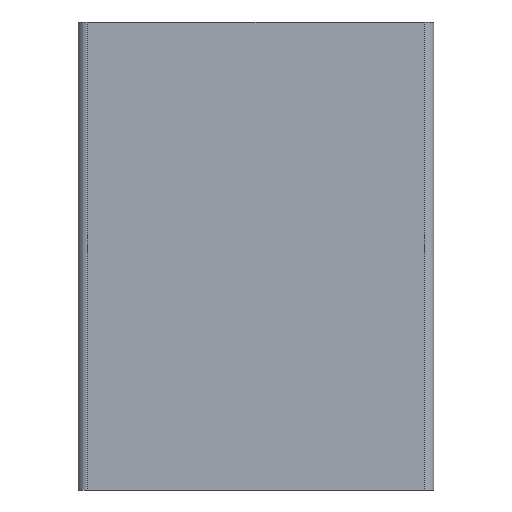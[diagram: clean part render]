
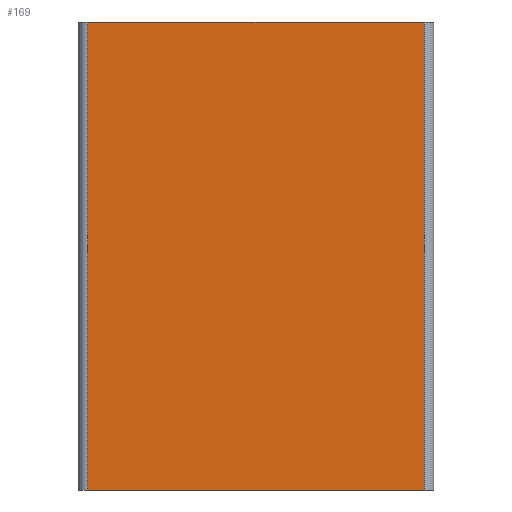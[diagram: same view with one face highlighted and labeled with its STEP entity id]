
A CAD part, front view. The second image highlights one B-rep face of the part: STEP entity #169.
In plain terms, the highlighted planar face has unit normal (0, -1, 0).
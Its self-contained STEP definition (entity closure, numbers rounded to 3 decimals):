
#90 = LINE ( 'NONE', #347, #1571 ) ;
#118 = CARTESIAN_POINT ( 'NONE',  ( -36., 0., -100. ) ) ;
#169 = ADVANCED_FACE ( 'NONE', ( #570 ), #1704, .T. ) ;
#214 = VERTEX_POINT ( 'NONE', #1035 ) ;
#247 = LINE ( 'NONE', #1382, #1654 ) ;
#298 = EDGE_CURVE ( 'NONE', #674, #214, #1228, .T. ) ;
#326 = EDGE_LOOP ( 'NONE', ( #1726, #452, #1318, #802 ) ) ;
#347 = CARTESIAN_POINT ( 'NONE',  ( -36., 0., -100. ) ) ;
#354 = DIRECTION ( 'NONE',  ( 0., -1., 0. ) ) ;
#452 = ORIENTED_EDGE ( 'NONE', *, *, #625, .F. ) ;
#480 = DIRECTION ( 'NONE',  ( 0., 0., 1. ) ) ;
#570 = FACE_OUTER_BOUND ( 'NONE', #326, .T. ) ;
#601 = EDGE_CURVE ( 'NONE', #698, #214, #870, .T. ) ;
#625 = EDGE_CURVE ( 'NONE', #829, #698, #90, .T. ) ;
#674 = VERTEX_POINT ( 'NONE', #1685 ) ;
#698 = VERTEX_POINT ( 'NONE', #1692 ) ;
#773 = DIRECTION ( 'NONE',  ( 0., 0., -1. ) ) ;
#802 = ORIENTED_EDGE ( 'NONE', *, *, #298, .T. ) ;
#825 = VECTOR ( 'NONE', #873, 1000. ) ;
#829 = VERTEX_POINT ( 'NONE', #118 ) ;
#870 = LINE ( 'NONE', #1003, #825 ) ;
#873 = DIRECTION ( 'NONE',  ( 1., 0., 0. ) ) ;
#1003 = CARTESIAN_POINT ( 'NONE',  ( 36., 0., 0. ) ) ;
#1021 = VECTOR ( 'NONE', #1607, 1000. ) ;
#1035 = CARTESIAN_POINT ( 'NONE',  ( 36., 0., 0. ) ) ;
#1228 = LINE ( 'NONE', #1327, #1021 ) ;
#1318 = ORIENTED_EDGE ( 'NONE', *, *, #1413, .T. ) ;
#1327 = CARTESIAN_POINT ( 'NONE',  ( 36., 0., -100. ) ) ;
#1382 = CARTESIAN_POINT ( 'NONE',  ( 36., 0., -100. ) ) ;
#1387 = DIRECTION ( 'NONE',  ( 1., 0., 0. ) ) ;
#1413 = EDGE_CURVE ( 'NONE', #829, #674, #247, .T. ) ;
#1571 = VECTOR ( 'NONE', #480, 1000. ) ;
#1573 = CARTESIAN_POINT ( 'NONE',  ( 36., 0., -100. ) ) ;
#1607 = DIRECTION ( 'NONE',  ( 0., 0., 1. ) ) ;
#1654 = VECTOR ( 'NONE', #1387, 1000. ) ;
#1685 = CARTESIAN_POINT ( 'NONE',  ( 36., 0., -100. ) ) ;
#1692 = CARTESIAN_POINT ( 'NONE',  ( -36., 0., 0. ) ) ;
#1704 = PLANE ( 'NONE',  #1736 ) ;
#1726 = ORIENTED_EDGE ( 'NONE', *, *, #601, .F. ) ;
#1736 = AXIS2_PLACEMENT_3D ( 'NONE', #1573, #354, #773 ) ;
